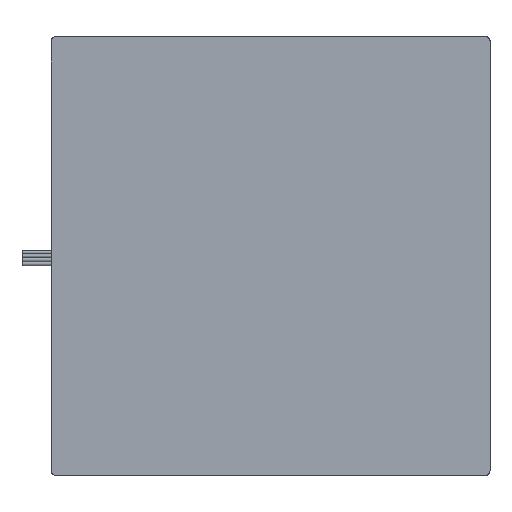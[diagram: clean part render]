
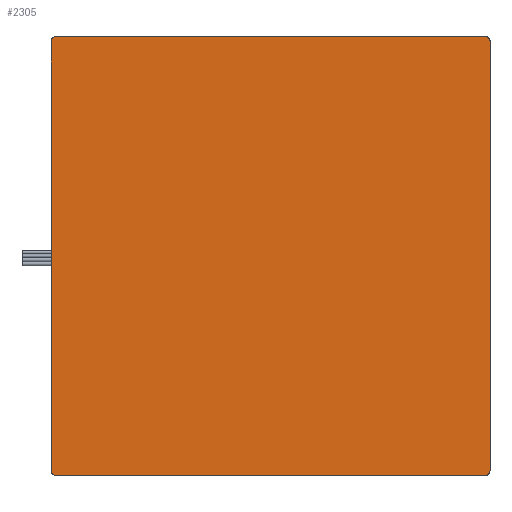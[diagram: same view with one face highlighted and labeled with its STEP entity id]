
A CAD part, top view. The second image highlights one B-rep face of the part: STEP entity #2305.
In plain terms, the highlighted planar face has unit normal (0, 0, 1).
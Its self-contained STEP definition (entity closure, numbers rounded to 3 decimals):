
#1900 = PLANE('',#1901);
#1901 = AXIS2_PLACEMENT_3D('',#1902,#1903,#1904);
#1902 = CARTESIAN_POINT('',(0.,0.,42.));
#1903 = DIRECTION('',(0.,1.,0.));
#1904 = DIRECTION('',(1.,0.,0.));
#1925 = VERTEX_POINT('',#1926);
#1926 = CARTESIAN_POINT('',(3.,0.,42.813));
#1940 = CYLINDRICAL_SURFACE('',#1941,3.);
#1941 = AXIS2_PLACEMENT_3D('',#1942,#1943,#1944);
#1942 = CARTESIAN_POINT('',(3.,3.,42.));
#1943 = DIRECTION('',(0.,0.,1.));
#1944 = DIRECTION('',(0.,-1.,0.));
#1952 = EDGE_CURVE('',#1925,#1953,#1955,.T.);
#1953 = VERTEX_POINT('',#1954);
#1954 = CARTESIAN_POINT('',(297.,0.,42.813));
#1955 = SURFACE_CURVE('',#1956,(#1960,#1967),.PCURVE_S1.);
#1956 = LINE('',#1957,#1958);
#1957 = CARTESIAN_POINT('',(0.,0.,42.813));
#1958 = VECTOR('',#1959,1.);
#1959 = DIRECTION('',(1.,0.,0.));
#1960 = PCURVE('',#1900,#1961);
#1961 = DEFINITIONAL_REPRESENTATION('',(#1962),#1966);
#1962 = LINE('',#1963,#1964);
#1963 = CARTESIAN_POINT('',(0.,-0.813));
#1964 = VECTOR('',#1965,1.);
#1965 = DIRECTION('',(1.,0.));
#1966 = ( GEOMETRIC_REPRESENTATION_CONTEXT(2) 
PARAMETRIC_REPRESENTATION_CONTEXT() REPRESENTATION_CONTEXT('2D SPACE',''
  ) );
#1967 = PCURVE('',#1968,#1973);
#1968 = PLANE('',#1969);
#1969 = AXIS2_PLACEMENT_3D('',#1970,#1971,#1972);
#1970 = CARTESIAN_POINT('',(150.,150.,42.813));
#1971 = DIRECTION('',(0.,0.,1.));
#1972 = DIRECTION('',(1.,0.,0.));
#1973 = DEFINITIONAL_REPRESENTATION('',(#1974),#1978);
#1974 = LINE('',#1975,#1976);
#1975 = CARTESIAN_POINT('',(-150.,-150.));
#1976 = VECTOR('',#1977,1.);
#1977 = DIRECTION('',(1.,0.));
#1978 = ( GEOMETRIC_REPRESENTATION_CONTEXT(2) 
PARAMETRIC_REPRESENTATION_CONTEXT() REPRESENTATION_CONTEXT('2D SPACE',''
  ) );
#1994 = CYLINDRICAL_SURFACE('',#1995,3.);
#1995 = AXIS2_PLACEMENT_3D('',#1996,#1997,#1998);
#1996 = CARTESIAN_POINT('',(297.,3.,42.));
#1997 = DIRECTION('',(0.,0.,1.));
#1998 = DIRECTION('',(0.,-1.,0.));
#2050 = PLANE('',#2051);
#2051 = AXIS2_PLACEMENT_3D('',#2052,#2053,#2054);
#2052 = CARTESIAN_POINT('',(300.,0.,42.));
#2053 = DIRECTION('',(-1.,0.,0.));
#2054 = DIRECTION('',(0.,1.,0.));
#2079 = CYLINDRICAL_SURFACE('',#2080,3.);
#2080 = AXIS2_PLACEMENT_3D('',#2081,#2082,#2083);
#2081 = CARTESIAN_POINT('',(297.,297.,42.));
#2082 = DIRECTION('',(0.,0.,1.));
#2083 = DIRECTION('',(1.,0.,0.));
#2107 = PLANE('',#2108);
#2108 = AXIS2_PLACEMENT_3D('',#2109,#2110,#2111);
#2109 = CARTESIAN_POINT('',(300.,300.,42.));
#2110 = DIRECTION('',(0.,-1.,0.));
#2111 = DIRECTION('',(-1.,0.,0.));
#2136 = CYLINDRICAL_SURFACE('',#2137,3.);
#2137 = AXIS2_PLACEMENT_3D('',#2138,#2139,#2140);
#2138 = CARTESIAN_POINT('',(3.,297.,42.));
#2139 = DIRECTION('',(0.,0.,1.));
#2140 = DIRECTION('',(0.,1.,0.));
#2164 = PLANE('',#2165);
#2165 = AXIS2_PLACEMENT_3D('',#2166,#2167,#2168);
#2166 = CARTESIAN_POINT('',(0.,300.,42.));
#2167 = DIRECTION('',(1.,0.,0.));
#2168 = DIRECTION('',(0.,-1.,0.));
#2206 = EDGE_CURVE('',#1925,#2207,#2209,.T.);
#2207 = VERTEX_POINT('',#2208);
#2208 = CARTESIAN_POINT('',(0.,3.,42.813));
#2209 = SURFACE_CURVE('',#2210,(#2215,#2222),.PCURVE_S1.);
#2210 = CIRCLE('',#2211,3.);
#2211 = AXIS2_PLACEMENT_3D('',#2212,#2213,#2214);
#2212 = CARTESIAN_POINT('',(3.,3.,42.813));
#2213 = DIRECTION('',(-0.,-0.,-1.));
#2214 = DIRECTION('',(0.,-1.,0.));
#2215 = PCURVE('',#1940,#2216);
#2216 = DEFINITIONAL_REPRESENTATION('',(#2217),#2221);
#2217 = LINE('',#2218,#2219);
#2218 = CARTESIAN_POINT('',(6.283,0.813));
#2219 = VECTOR('',#2220,1.);
#2220 = DIRECTION('',(-1.,0.));
#2221 = ( GEOMETRIC_REPRESENTATION_CONTEXT(2) 
PARAMETRIC_REPRESENTATION_CONTEXT() REPRESENTATION_CONTEXT('2D SPACE',''
  ) );
#2222 = PCURVE('',#1968,#2223);
#2223 = DEFINITIONAL_REPRESENTATION('',(#2224),#2232);
#2224 = ( BOUNDED_CURVE() B_SPLINE_CURVE(2,(#2225,#2226,#2227,#2228,
#2229,#2230,#2231),.UNSPECIFIED.,.F.,.F.) B_SPLINE_CURVE_WITH_KNOTS((1,2
    ,2,2,2,1),(-2.094,0.,2.094,4.189,
6.283,8.378),.UNSPECIFIED.) CURVE() 
GEOMETRIC_REPRESENTATION_ITEM() RATIONAL_B_SPLINE_CURVE((1.,0.5,1.,0.5,
1.,0.5,1.)) REPRESENTATION_ITEM('') );
#2225 = CARTESIAN_POINT('',(-147.,-150.));
#2226 = CARTESIAN_POINT('',(-152.196,-150.));
#2227 = CARTESIAN_POINT('',(-149.598,-145.5));
#2228 = CARTESIAN_POINT('',(-147.,-141.));
#2229 = CARTESIAN_POINT('',(-144.402,-145.5));
#2230 = CARTESIAN_POINT('',(-141.804,-150.));
#2231 = CARTESIAN_POINT('',(-147.,-150.));
#2232 = ( GEOMETRIC_REPRESENTATION_CONTEXT(2) 
PARAMETRIC_REPRESENTATION_CONTEXT() REPRESENTATION_CONTEXT('2D SPACE',''
  ) );
#2261 = VERTEX_POINT('',#2262);
#2262 = CARTESIAN_POINT('',(300.,3.,42.813));
#2283 = EDGE_CURVE('',#1953,#2261,#2284,.T.);
#2284 = SURFACE_CURVE('',#2285,(#2290,#2297),.PCURVE_S1.);
#2285 = CIRCLE('',#2286,3.);
#2286 = AXIS2_PLACEMENT_3D('',#2287,#2288,#2289);
#2287 = CARTESIAN_POINT('',(297.,3.,42.813));
#2288 = DIRECTION('',(-0.,0.,1.));
#2289 = DIRECTION('',(0.,-1.,0.));
#2290 = PCURVE('',#1994,#2291);
#2291 = DEFINITIONAL_REPRESENTATION('',(#2292),#2296);
#2292 = LINE('',#2293,#2294);
#2293 = CARTESIAN_POINT('',(0.,0.813));
#2294 = VECTOR('',#2295,1.);
#2295 = DIRECTION('',(1.,0.));
#2296 = ( GEOMETRIC_REPRESENTATION_CONTEXT(2) 
PARAMETRIC_REPRESENTATION_CONTEXT() REPRESENTATION_CONTEXT('2D SPACE',''
  ) );
#2297 = PCURVE('',#1968,#2298);
#2298 = DEFINITIONAL_REPRESENTATION('',(#2299),#2303);
#2299 = CIRCLE('',#2300,3.);
#2300 = AXIS2_PLACEMENT_2D('',#2301,#2302);
#2301 = CARTESIAN_POINT('',(147.,-147.));
#2302 = DIRECTION('',(0.,-1.));
#2303 = ( GEOMETRIC_REPRESENTATION_CONTEXT(2) 
PARAMETRIC_REPRESENTATION_CONTEXT() REPRESENTATION_CONTEXT('2D SPACE',''
  ) );
#2305 = ADVANCED_FACE('',(#2306),#1968,.T.);
#2306 = FACE_BOUND('',#2307,.T.);
#2307 = EDGE_LOOP('',(#2308,#2309,#2310,#2333,#2357,#2380,#2404,#2425));
#2308 = ORIENTED_EDGE('',*,*,#1952,.T.);
#2309 = ORIENTED_EDGE('',*,*,#2283,.T.);
#2310 = ORIENTED_EDGE('',*,*,#2311,.T.);
#2311 = EDGE_CURVE('',#2261,#2312,#2314,.T.);
#2312 = VERTEX_POINT('',#2313);
#2313 = CARTESIAN_POINT('',(300.,297.,42.813));
#2314 = SURFACE_CURVE('',#2315,(#2319,#2326),.PCURVE_S1.);
#2315 = LINE('',#2316,#2317);
#2316 = CARTESIAN_POINT('',(300.,0.,42.813));
#2317 = VECTOR('',#2318,1.);
#2318 = DIRECTION('',(0.,1.,0.));
#2319 = PCURVE('',#1968,#2320);
#2320 = DEFINITIONAL_REPRESENTATION('',(#2321),#2325);
#2321 = LINE('',#2322,#2323);
#2322 = CARTESIAN_POINT('',(150.,-150.));
#2323 = VECTOR('',#2324,1.);
#2324 = DIRECTION('',(0.,1.));
#2325 = ( GEOMETRIC_REPRESENTATION_CONTEXT(2) 
PARAMETRIC_REPRESENTATION_CONTEXT() REPRESENTATION_CONTEXT('2D SPACE',''
  ) );
#2326 = PCURVE('',#2050,#2327);
#2327 = DEFINITIONAL_REPRESENTATION('',(#2328),#2332);
#2328 = LINE('',#2329,#2330);
#2329 = CARTESIAN_POINT('',(0.,-0.813));
#2330 = VECTOR('',#2331,1.);
#2331 = DIRECTION('',(1.,0.));
#2332 = ( GEOMETRIC_REPRESENTATION_CONTEXT(2) 
PARAMETRIC_REPRESENTATION_CONTEXT() REPRESENTATION_CONTEXT('2D SPACE',''
  ) );
#2333 = ORIENTED_EDGE('',*,*,#2334,.T.);
#2334 = EDGE_CURVE('',#2312,#2335,#2337,.T.);
#2335 = VERTEX_POINT('',#2336);
#2336 = CARTESIAN_POINT('',(297.,300.,42.813));
#2337 = SURFACE_CURVE('',#2338,(#2343,#2350),.PCURVE_S1.);
#2338 = CIRCLE('',#2339,3.);
#2339 = AXIS2_PLACEMENT_3D('',#2340,#2341,#2342);
#2340 = CARTESIAN_POINT('',(297.,297.,42.813));
#2341 = DIRECTION('',(-0.,0.,1.));
#2342 = DIRECTION('',(0.,-1.,0.));
#2343 = PCURVE('',#1968,#2344);
#2344 = DEFINITIONAL_REPRESENTATION('',(#2345),#2349);
#2345 = CIRCLE('',#2346,3.);
#2346 = AXIS2_PLACEMENT_2D('',#2347,#2348);
#2347 = CARTESIAN_POINT('',(147.,147.));
#2348 = DIRECTION('',(0.,-1.));
#2349 = ( GEOMETRIC_REPRESENTATION_CONTEXT(2) 
PARAMETRIC_REPRESENTATION_CONTEXT() REPRESENTATION_CONTEXT('2D SPACE',''
  ) );
#2350 = PCURVE('',#2079,#2351);
#2351 = DEFINITIONAL_REPRESENTATION('',(#2352),#2356);
#2352 = LINE('',#2353,#2354);
#2353 = CARTESIAN_POINT('',(-1.571,0.813));
#2354 = VECTOR('',#2355,1.);
#2355 = DIRECTION('',(1.,0.));
#2356 = ( GEOMETRIC_REPRESENTATION_CONTEXT(2) 
PARAMETRIC_REPRESENTATION_CONTEXT() REPRESENTATION_CONTEXT('2D SPACE',''
  ) );
#2357 = ORIENTED_EDGE('',*,*,#2358,.T.);
#2358 = EDGE_CURVE('',#2335,#2359,#2361,.T.);
#2359 = VERTEX_POINT('',#2360);
#2360 = CARTESIAN_POINT('',(3.,300.,42.813));
#2361 = SURFACE_CURVE('',#2362,(#2366,#2373),.PCURVE_S1.);
#2362 = LINE('',#2363,#2364);
#2363 = CARTESIAN_POINT('',(300.,300.,42.813));
#2364 = VECTOR('',#2365,1.);
#2365 = DIRECTION('',(-1.,0.,0.));
#2366 = PCURVE('',#1968,#2367);
#2367 = DEFINITIONAL_REPRESENTATION('',(#2368),#2372);
#2368 = LINE('',#2369,#2370);
#2369 = CARTESIAN_POINT('',(150.,150.));
#2370 = VECTOR('',#2371,1.);
#2371 = DIRECTION('',(-1.,0.));
#2372 = ( GEOMETRIC_REPRESENTATION_CONTEXT(2) 
PARAMETRIC_REPRESENTATION_CONTEXT() REPRESENTATION_CONTEXT('2D SPACE',''
  ) );
#2373 = PCURVE('',#2107,#2374);
#2374 = DEFINITIONAL_REPRESENTATION('',(#2375),#2379);
#2375 = LINE('',#2376,#2377);
#2376 = CARTESIAN_POINT('',(0.,-0.813));
#2377 = VECTOR('',#2378,1.);
#2378 = DIRECTION('',(1.,0.));
#2379 = ( GEOMETRIC_REPRESENTATION_CONTEXT(2) 
PARAMETRIC_REPRESENTATION_CONTEXT() REPRESENTATION_CONTEXT('2D SPACE',''
  ) );
#2380 = ORIENTED_EDGE('',*,*,#2381,.T.);
#2381 = EDGE_CURVE('',#2359,#2382,#2384,.T.);
#2382 = VERTEX_POINT('',#2383);
#2383 = CARTESIAN_POINT('',(0.,297.,42.813));
#2384 = SURFACE_CURVE('',#2385,(#2390,#2397),.PCURVE_S1.);
#2385 = CIRCLE('',#2386,3.);
#2386 = AXIS2_PLACEMENT_3D('',#2387,#2388,#2389);
#2387 = CARTESIAN_POINT('',(3.,297.,42.813));
#2388 = DIRECTION('',(-0.,0.,1.));
#2389 = DIRECTION('',(0.,-1.,0.));
#2390 = PCURVE('',#1968,#2391);
#2391 = DEFINITIONAL_REPRESENTATION('',(#2392),#2396);
#2392 = CIRCLE('',#2393,3.);
#2393 = AXIS2_PLACEMENT_2D('',#2394,#2395);
#2394 = CARTESIAN_POINT('',(-147.,147.));
#2395 = DIRECTION('',(0.,-1.));
#2396 = ( GEOMETRIC_REPRESENTATION_CONTEXT(2) 
PARAMETRIC_REPRESENTATION_CONTEXT() REPRESENTATION_CONTEXT('2D SPACE',''
  ) );
#2397 = PCURVE('',#2136,#2398);
#2398 = DEFINITIONAL_REPRESENTATION('',(#2399),#2403);
#2399 = LINE('',#2400,#2401);
#2400 = CARTESIAN_POINT('',(-3.142,0.813));
#2401 = VECTOR('',#2402,1.);
#2402 = DIRECTION('',(1.,0.));
#2403 = ( GEOMETRIC_REPRESENTATION_CONTEXT(2) 
PARAMETRIC_REPRESENTATION_CONTEXT() REPRESENTATION_CONTEXT('2D SPACE',''
  ) );
#2404 = ORIENTED_EDGE('',*,*,#2405,.T.);
#2405 = EDGE_CURVE('',#2382,#2207,#2406,.T.);
#2406 = SURFACE_CURVE('',#2407,(#2411,#2418),.PCURVE_S1.);
#2407 = LINE('',#2408,#2409);
#2408 = CARTESIAN_POINT('',(0.,300.,42.813));
#2409 = VECTOR('',#2410,1.);
#2410 = DIRECTION('',(0.,-1.,0.));
#2411 = PCURVE('',#1968,#2412);
#2412 = DEFINITIONAL_REPRESENTATION('',(#2413),#2417);
#2413 = LINE('',#2414,#2415);
#2414 = CARTESIAN_POINT('',(-150.,150.));
#2415 = VECTOR('',#2416,1.);
#2416 = DIRECTION('',(0.,-1.));
#2417 = ( GEOMETRIC_REPRESENTATION_CONTEXT(2) 
PARAMETRIC_REPRESENTATION_CONTEXT() REPRESENTATION_CONTEXT('2D SPACE',''
  ) );
#2418 = PCURVE('',#2164,#2419);
#2419 = DEFINITIONAL_REPRESENTATION('',(#2420),#2424);
#2420 = LINE('',#2421,#2422);
#2421 = CARTESIAN_POINT('',(0.,-0.813));
#2422 = VECTOR('',#2423,1.);
#2423 = DIRECTION('',(1.,0.));
#2424 = ( GEOMETRIC_REPRESENTATION_CONTEXT(2) 
PARAMETRIC_REPRESENTATION_CONTEXT() REPRESENTATION_CONTEXT('2D SPACE',''
  ) );
#2425 = ORIENTED_EDGE('',*,*,#2206,.F.);
